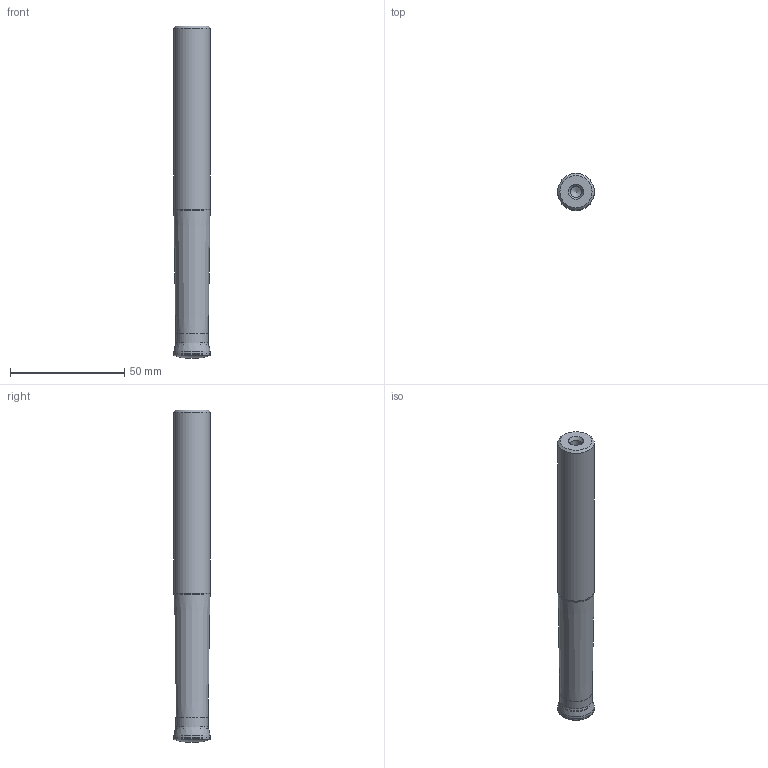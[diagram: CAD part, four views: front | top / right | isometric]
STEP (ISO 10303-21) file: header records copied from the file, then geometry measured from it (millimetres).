
FILE_DESCRIPTION(/* description */ (''),/* implementation_level */ '2;1');
FILE_NAME(/* name */ '16E2R065A16_SZD07_115009215ndi000_00_SIM.stp',/* time_stamp */ '2019-12-17T08:31:35+01:00',/* author */ (''),/* organization */ (''),/* preprocessor_version */ 'ST-DEVELOPER v16.7',/* originating_system */ 'SIEMENS PLM Software NX 12.0',/* authorisation */ '');
FILE_SCHEMA (('AUTOMOTIVE_DESIGN { 1 0 10303 214 3 1 1 1 }'));
Length unit declared in the file: millimetre
Products named in the file (1): hc72287C7EC5n53i
Bounding box: 16 x 16 x 145.01 mm (x, y, z)
Volume: 26134.4 mm3; surface area: 9822.1 mm2
Topology: 2 solids, 2 shells, 40 faces, 87 edges, 49 vertices
Faces by surface type: revolution 24, cone 6, torus 5, cylinder 3, plane 2
Full cylindrical faces by diameter (mm): 5 x1, 14.199 x1, 16 x1
Entity records: 1016 total; most frequent: CARTESIAN_POINT 307, DIRECTION 130, FACE_BOUND 78, EDGE_LOOP 78, ORIENTED_EDGE 78, AXIS2_PLACEMENT_3D 53, ADVANCED_FACE 40, VERTEX_POINT 40
